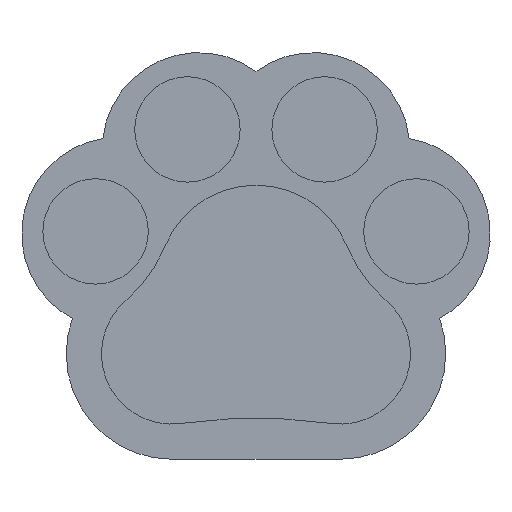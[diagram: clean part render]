
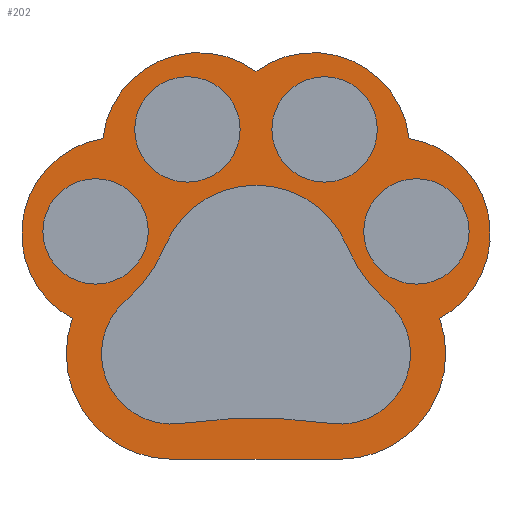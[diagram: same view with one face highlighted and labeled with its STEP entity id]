
A CAD part, front view. The second image highlights one B-rep face of the part: STEP entity #202.
In plain terms, the highlighted planar face has unit normal (0, -1, 0).
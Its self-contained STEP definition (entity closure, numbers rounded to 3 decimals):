
#46 = VERTEX_POINT('',#47);
#47 = CARTESIAN_POINT('',(-4.359,-2.,3.127));
#53 = EDGE_CURVE('',#46,#54,#56,.T.);
#54 = VERTEX_POINT('',#55);
#55 = CARTESIAN_POINT('',(-5.229,-2.,-2.001));
#56 = CIRCLE('',#57,2.746);
#57 = AXIS2_PLACEMENT_3D('',#58,#59,#60);
#58 = CARTESIAN_POINT('',(-3.922,-2.,0.415));
#59 = DIRECTION('',(0.,-1.,0.));
#60 = DIRECTION('',(1.,0.,0.));
#88 = VERTEX_POINT('',#89);
#89 = CARTESIAN_POINT('',(0.,-2.,5.036));
#95 = EDGE_CURVE('',#88,#46,#96,.T.);
#96 = CIRCLE('',#97,2.746);
#97 = AXIS2_PLACEMENT_3D('',#98,#99,#100);
#98 = CARTESIAN_POINT('',(-1.629,-2.,2.825));
#99 = DIRECTION('',(0.,-1.,0.));
#100 = DIRECTION('',(1.,0.,0.));
#119 = EDGE_CURVE('',#54,#120,#122,.T.);
#120 = VERTEX_POINT('',#121);
#121 = CARTESIAN_POINT('',(-2.4,-2.,-6.));
#122 = CIRCLE('',#123,3.);
#123 = AXIS2_PLACEMENT_3D('',#124,#125,#126);
#124 = CARTESIAN_POINT('',(-2.4,-2.,-3.));
#125 = DIRECTION('',(0.,-1.,0.));
#126 = DIRECTION('',(1.,0.,0.));
#202 = ADVANCED_FACE('',(#203,#241,#252,#263,#319,#330),#341,.F.);
#203 = FACE_BOUND('',#204,.F.);
#204 = EDGE_LOOP('',(#205,#206,#207,#216,#225,#234,#240));
#205 = ORIENTED_EDGE('',*,*,#53,.F.);
#206 = ORIENTED_EDGE('',*,*,#95,.F.);
#207 = ORIENTED_EDGE('',*,*,#208,.F.);
#208 = EDGE_CURVE('',#209,#88,#211,.T.);
#209 = VERTEX_POINT('',#210);
#210 = CARTESIAN_POINT('',(4.359,-2.,3.127));
#211 = CIRCLE('',#212,2.746);
#212 = AXIS2_PLACEMENT_3D('',#213,#214,#215);
#213 = CARTESIAN_POINT('',(1.629,-2.,2.825));
#214 = DIRECTION('',(0.,-1.,0.));
#215 = DIRECTION('',(1.,0.,0.));
#216 = ORIENTED_EDGE('',*,*,#217,.F.);
#217 = EDGE_CURVE('',#218,#209,#220,.T.);
#218 = VERTEX_POINT('',#219);
#219 = CARTESIAN_POINT('',(5.229,-2.,-2.001));
#220 = CIRCLE('',#221,2.746);
#221 = AXIS2_PLACEMENT_3D('',#222,#223,#224);
#222 = CARTESIAN_POINT('',(3.922,-2.,0.415));
#223 = DIRECTION('',(0.,-1.,0.));
#224 = DIRECTION('',(1.,0.,0.));
#225 = ORIENTED_EDGE('',*,*,#226,.F.);
#226 = EDGE_CURVE('',#227,#218,#229,.T.);
#227 = VERTEX_POINT('',#228);
#228 = CARTESIAN_POINT('',(2.4,-2.,-6.));
#229 = CIRCLE('',#230,3.);
#230 = AXIS2_PLACEMENT_3D('',#231,#232,#233);
#231 = CARTESIAN_POINT('',(2.4,-2.,-3.));
#232 = DIRECTION('',(0.,-1.,0.));
#233 = DIRECTION('',(1.,0.,0.));
#234 = ORIENTED_EDGE('',*,*,#235,.F.);
#235 = EDGE_CURVE('',#120,#227,#236,.T.);
#236 = LINE('',#237,#238);
#237 = CARTESIAN_POINT('',(-2.4,-2.,-6.));
#238 = VECTOR('',#239,1.);
#239 = DIRECTION('',(1.,0.,0.));
#240 = ORIENTED_EDGE('',*,*,#119,.F.);
#241 = FACE_BOUND('',#242,.F.);
#242 = EDGE_LOOP('',(#243));
#243 = ORIENTED_EDGE('',*,*,#244,.T.);
#244 = EDGE_CURVE('',#245,#245,#247,.T.);
#245 = VERTEX_POINT('',#246);
#246 = CARTESIAN_POINT('',(-3.065,-2.,0.483));
#247 = CIRCLE('',#248,1.5);
#248 = AXIS2_PLACEMENT_3D('',#249,#250,#251);
#249 = CARTESIAN_POINT('',(-4.565,-2.,0.483));
#250 = DIRECTION('',(0.,-1.,0.));
#251 = DIRECTION('',(1.,0.,0.));
#252 = FACE_BOUND('',#253,.F.);
#253 = EDGE_LOOP('',(#254));
#254 = ORIENTED_EDGE('',*,*,#255,.T.);
#255 = EDGE_CURVE('',#256,#256,#258,.T.);
#256 = VERTEX_POINT('',#257);
#257 = CARTESIAN_POINT('',(-0.452,-2.,3.385));
#258 = CIRCLE('',#259,1.5);
#259 = AXIS2_PLACEMENT_3D('',#260,#261,#262);
#260 = CARTESIAN_POINT('',(-1.952,-2.,3.385));
#261 = DIRECTION('',(0.,-1.,0.));
#262 = DIRECTION('',(1.,0.,0.));
#263 = FACE_BOUND('',#264,.F.);
#264 = EDGE_LOOP('',(#265,#276,#285,#294,#303,#312));
#265 = ORIENTED_EDGE('',*,*,#266,.F.);
#266 = EDGE_CURVE('',#267,#269,#271,.T.);
#267 = VERTEX_POINT('',#268);
#268 = CARTESIAN_POINT('',(2.594,-2.,0.054));
#269 = VERTEX_POINT('',#270);
#270 = CARTESIAN_POINT('',(3.7,-2.,-1.48));
#271 = CIRCLE('',#272,4.);
#272 = AXIS2_PLACEMENT_3D('',#273,#274,#275);
#273 = CARTESIAN_POINT('',(6.3,-2.,1.56));
#274 = DIRECTION('',(0.,-1.,0.));
#275 = DIRECTION('',(1.,0.,0.));
#276 = ORIENTED_EDGE('',*,*,#277,.T.);
#277 = EDGE_CURVE('',#267,#278,#280,.T.);
#278 = VERTEX_POINT('',#279);
#279 = CARTESIAN_POINT('',(-2.594,-2.,0.054));
#280 = CIRCLE('',#281,2.8);
#281 = AXIS2_PLACEMENT_3D('',#282,#283,#284);
#282 = CARTESIAN_POINT('',(0.,-2.,-1.));
#283 = DIRECTION('',(0.,-1.,0.));
#284 = DIRECTION('',(1.,0.,0.));
#285 = ORIENTED_EDGE('',*,*,#286,.F.);
#286 = EDGE_CURVE('',#287,#278,#289,.T.);
#287 = VERTEX_POINT('',#288);
#288 = CARTESIAN_POINT('',(-3.7,-2.,-1.48));
#289 = CIRCLE('',#290,4.);
#290 = AXIS2_PLACEMENT_3D('',#291,#292,#293);
#291 = CARTESIAN_POINT('',(-6.3,-2.,1.56));
#292 = DIRECTION('',(0.,-1.,0.));
#293 = DIRECTION('',(1.,0.,0.));
#294 = ORIENTED_EDGE('',*,*,#295,.T.);
#295 = EDGE_CURVE('',#287,#296,#298,.T.);
#296 = VERTEX_POINT('',#297);
#297 = CARTESIAN_POINT('',(-2.118,-2.,-4.98));
#298 = CIRCLE('',#299,2.);
#299 = AXIS2_PLACEMENT_3D('',#300,#301,#302);
#300 = CARTESIAN_POINT('',(-2.4,-2.,-3.));
#301 = DIRECTION('',(0.,-1.,0.));
#302 = DIRECTION('',(1.,0.,0.));
#303 = ORIENTED_EDGE('',*,*,#304,.F.);
#304 = EDGE_CURVE('',#305,#296,#307,.T.);
#305 = VERTEX_POINT('',#306);
#306 = CARTESIAN_POINT('',(2.118,-2.,-4.98));
#307 = CIRCLE('',#308,15.);
#308 = AXIS2_PLACEMENT_3D('',#309,#310,#311);
#309 = CARTESIAN_POINT('',(0.,-2.,-19.83));
#310 = DIRECTION('',(0.,-1.,0.));
#311 = DIRECTION('',(1.,0.,0.));
#312 = ORIENTED_EDGE('',*,*,#313,.T.);
#313 = EDGE_CURVE('',#305,#269,#314,.T.);
#314 = CIRCLE('',#315,2.);
#315 = AXIS2_PLACEMENT_3D('',#316,#317,#318);
#316 = CARTESIAN_POINT('',(2.4,-2.,-3.));
#317 = DIRECTION('',(0.,-1.,0.));
#318 = DIRECTION('',(1.,0.,0.));
#319 = FACE_BOUND('',#320,.F.);
#320 = EDGE_LOOP('',(#321));
#321 = ORIENTED_EDGE('',*,*,#322,.T.);
#322 = EDGE_CURVE('',#323,#323,#325,.T.);
#323 = VERTEX_POINT('',#324);
#324 = CARTESIAN_POINT('',(3.452,-2.,3.385));
#325 = CIRCLE('',#326,1.5);
#326 = AXIS2_PLACEMENT_3D('',#327,#328,#329);
#327 = CARTESIAN_POINT('',(1.952,-2.,3.385));
#328 = DIRECTION('',(0.,-1.,0.));
#329 = DIRECTION('',(1.,0.,0.));
#330 = FACE_BOUND('',#331,.F.);
#331 = EDGE_LOOP('',(#332));
#332 = ORIENTED_EDGE('',*,*,#333,.T.);
#333 = EDGE_CURVE('',#334,#334,#336,.T.);
#334 = VERTEX_POINT('',#335);
#335 = CARTESIAN_POINT('',(6.065,-2.,0.483));
#336 = CIRCLE('',#337,1.5);
#337 = AXIS2_PLACEMENT_3D('',#338,#339,#340);
#338 = CARTESIAN_POINT('',(4.565,-2.,0.483));
#339 = DIRECTION('',(0.,-1.,0.));
#340 = DIRECTION('',(1.,0.,0.));
#341 = PLANE('',#342);
#342 = AXIS2_PLACEMENT_3D('',#343,#344,#345);
#343 = CARTESIAN_POINT('',(0.,-2.,-0.357));
#344 = DIRECTION('',(0.,1.,0.));
#345 = DIRECTION('',(0.,0.,1.));
